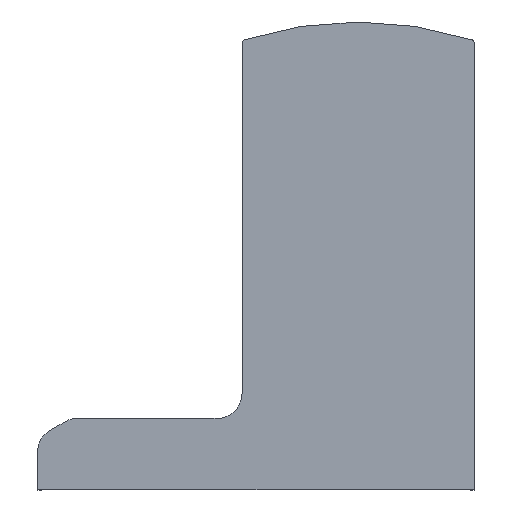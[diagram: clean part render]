
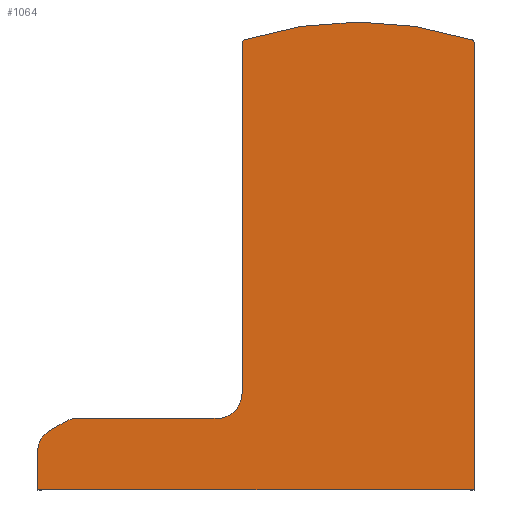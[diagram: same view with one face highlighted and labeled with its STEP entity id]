
A CAD part, top view. The second image highlights one B-rep face of the part: STEP entity #1064.
In plain terms, the highlighted planar face has unit normal (0, 0, 1).
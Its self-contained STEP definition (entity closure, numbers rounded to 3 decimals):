
#5 = LINE ( 'NONE', #1012, #550 ) ;
#12 = ORIENTED_EDGE ( 'NONE', *, *, #1076, .T. ) ;
#17 = CARTESIAN_POINT ( 'NONE',  ( -1., 120.265, 6. ) ) ;
#27 = CARTESIAN_POINT ( 'NONE',  ( -106.992, 19.25, 6. ) ) ;
#29 = VECTOR ( 'NONE', #1081, 1000. ) ;
#33 = CARTESIAN_POINT ( 'NONE',  ( -62.5, 120.265, 6. ) ) ;
#35 = DIRECTION ( 'NONE',  ( 1., 0., 0. ) ) ;
#51 = CIRCLE ( 'NONE', #1085, 6.25 ) ;
#57 = ORIENTED_EDGE ( 'NONE', *, *, #455, .T. ) ;
#60 = LINE ( 'NONE', #300, #618 ) ;
#68 = ORIENTED_EDGE ( 'NONE', *, *, #805, .T. ) ;
#104 = VERTEX_POINT ( 'NONE', #1071 ) ;
#122 = ORIENTED_EDGE ( 'NONE', *, *, #737, .T. ) ;
#127 = DIRECTION ( 'NONE',  ( 1., 0., 0. ) ) ;
#129 = DIRECTION ( 'NONE',  ( 1., 0., 0. ) ) ;
#142 = ORIENTED_EDGE ( 'NONE', *, *, #970, .T. ) ;
#147 = VERTEX_POINT ( 'NONE', #728 ) ;
#153 = CIRCLE ( 'NONE', #1049, 100. ) ;
#173 = EDGE_CURVE ( 'NONE', #331, #876, #51, .T. ) ;
#175 = CARTESIAN_POINT ( 'NONE',  ( -110.117, 18.413, 6. ) ) ;
#179 = DIRECTION ( 'NONE',  ( 0., 0., 1. ) ) ;
#184 = PLANE ( 'NONE',  #670 ) ;
#189 = CARTESIAN_POINT ( 'NONE',  ( 0., 0., 6. ) ) ;
#192 = CIRCLE ( 'NONE', #288, 1. ) ;
#204 = ORIENTED_EDGE ( 'NONE', *, *, #173, .T. ) ;
#215 = EDGE_CURVE ( 'NONE', #147, #959, #525, .T. ) ;
#224 = CARTESIAN_POINT ( 'NONE',  ( -69.25, 26., 6. ) ) ;
#225 = CIRCLE ( 'NONE', #235, 6.25 ) ;
#229 = VERTEX_POINT ( 'NONE', #535 ) ;
#235 = AXIS2_PLACEMENT_3D ( 'NONE', #542, #532, #129 ) ;
#258 = DIRECTION ( 'NONE',  ( -0.866, -0.5, 0. ) ) ;
#264 = LINE ( 'NONE', #33, #482 ) ;
#274 = CARTESIAN_POINT ( 'NONE',  ( -114.375, 15.954, 6. ) ) ;
#288 = AXIS2_PLACEMENT_3D ( 'NONE', #774, #605, #951 ) ;
#300 = CARTESIAN_POINT ( 'NONE',  ( -117.5, 0., 6. ) ) ;
#312 = CARTESIAN_POINT ( 'NONE',  ( -117.5, 10.542, 6. ) ) ;
#314 = ORIENTED_EDGE ( 'NONE', *, *, #215, .T. ) ;
#331 = VERTEX_POINT ( 'NONE', #274 ) ;
#334 = LINE ( 'NONE', #1087, #29 ) ;
#352 = CARTESIAN_POINT ( 'NONE',  ( -31.25, 26., 6. ) ) ;
#358 = VECTOR ( 'NONE', #807, 1000. ) ;
#393 = ORIENTED_EDGE ( 'NONE', *, *, #712, .T. ) ;
#394 = CARTESIAN_POINT ( 'NONE',  ( -61.806, 121.217, 6. ) ) ;
#415 = EDGE_CURVE ( 'NONE', #229, #147, #60, .T. ) ;
#426 = VERTEX_POINT ( 'NONE', #565 ) ;
#455 = EDGE_CURVE ( 'NONE', #662, #827, #980, .T. ) ;
#482 = VECTOR ( 'NONE', #699, 1000. ) ;
#520 = VERTEX_POINT ( 'NONE', #175 ) ;
#525 = LINE ( 'NONE', #189, #896 ) ;
#532 = DIRECTION ( 'NONE',  ( 0., 0., 1. ) ) ;
#534 = ORIENTED_EDGE ( 'NONE', *, *, #415, .T. ) ;
#535 = CARTESIAN_POINT ( 'NONE',  ( -117.5, 0., 6. ) ) ;
#542 = CARTESIAN_POINT ( 'NONE',  ( -106.992, 13., 6. ) ) ;
#550 = VECTOR ( 'NONE', #258, 1000. ) ;
#561 = ORIENTED_EDGE ( 'NONE', *, *, #1082, .T. ) ;
#565 = CARTESIAN_POINT ( 'NONE',  ( -62.5, 120.265, 6. ) ) ;
#605 = DIRECTION ( 'NONE',  ( 0., 0., 1. ) ) ;
#616 = CARTESIAN_POINT ( 'NONE',  ( -1., 120.265, 6. ) ) ;
#618 = VECTOR ( 'NONE', #1056, 1000. ) ;
#637 = CARTESIAN_POINT ( 'NONE',  ( -69.25, 19.25, 6. ) ) ;
#651 = CARTESIAN_POINT ( 'NONE',  ( -69.25, 19.25, 6. ) ) ;
#662 = VERTEX_POINT ( 'NONE', #1008 ) ;
#670 = AXIS2_PLACEMENT_3D ( 'NONE', #17, #179, #850 ) ;
#678 = ORIENTED_EDGE ( 'NONE', *, *, #778, .T. ) ;
#681 = FACE_OUTER_BOUND ( 'NONE', #840, .T. ) ;
#699 = DIRECTION ( 'NONE',  ( 0., -1., 0. ) ) ;
#712 = EDGE_CURVE ( 'NONE', #1074, #520, #225, .T. ) ;
#728 = CARTESIAN_POINT ( 'NONE',  ( 0., 0., 6. ) ) ;
#737 = EDGE_CURVE ( 'NONE', #959, #104, #820, .T. ) ;
#742 = DIRECTION ( 'NONE',  ( 0., 0., 1. ) ) ;
#774 = CARTESIAN_POINT ( 'NONE',  ( -61.5, 120.265, 6. ) ) ;
#778 = EDGE_CURVE ( 'NONE', #883, #426, #192, .T. ) ;
#782 = AXIS2_PLACEMENT_3D ( 'NONE', #616, #1044, #35 ) ;
#791 = DIRECTION ( 'NONE',  ( 0., 1., 0. ) ) ;
#805 = EDGE_CURVE ( 'NONE', #827, #1074, #1072, .T. ) ;
#807 = DIRECTION ( 'NONE',  ( -1., 0., 0. ) ) ;
#820 = CIRCLE ( 'NONE', #782, 1. ) ;
#827 = VERTEX_POINT ( 'NONE', #651 ) ;
#834 = DIRECTION ( 'NONE',  ( -1., 0., 0. ) ) ;
#840 = EDGE_LOOP ( 'NONE', ( #534, #314, #122, #12, #678, #561, #57, #68, #393, #142, #204, #971 ) ) ;
#848 = DIRECTION ( 'NONE',  ( 1., 0., 0. ) ) ;
#850 = DIRECTION ( 'NONE',  ( 1., 0., 0. ) ) ;
#854 = CARTESIAN_POINT ( 'NONE',  ( 0., 120.265, 6. ) ) ;
#876 = VERTEX_POINT ( 'NONE', #312 ) ;
#877 = DIRECTION ( 'NONE',  ( 0., 0., 1. ) ) ;
#883 = VERTEX_POINT ( 'NONE', #394 ) ;
#895 = DIRECTION ( 'NONE',  ( 0., 0., -1. ) ) ;
#896 = VECTOR ( 'NONE', #791, 1000. ) ;
#951 = DIRECTION ( 'NONE',  ( 1., 0., 0. ) ) ;
#959 = VERTEX_POINT ( 'NONE', #854 ) ;
#970 = EDGE_CURVE ( 'NONE', #520, #331, #5, .T. ) ;
#971 = ORIENTED_EDGE ( 'NONE', *, *, #1015, .T. ) ;
#980 = CIRCLE ( 'NONE', #1079, 6.75 ) ;
#998 = CARTESIAN_POINT ( 'NONE',  ( -111.25, 10.542, 6. ) ) ;
#1008 = CARTESIAN_POINT ( 'NONE',  ( -62.5, 26., 6. ) ) ;
#1012 = CARTESIAN_POINT ( 'NONE',  ( -110.117, 18.413, 6. ) ) ;
#1015 = EDGE_CURVE ( 'NONE', #876, #229, #334, .T. ) ;
#1044 = DIRECTION ( 'NONE',  ( 0., 0., 1. ) ) ;
#1049 = AXIS2_PLACEMENT_3D ( 'NONE', #352, #877, #127 ) ;
#1056 = DIRECTION ( 'NONE',  ( 1., 0., 0. ) ) ;
#1064 = ADVANCED_FACE ( 'NONE', ( #681 ), #184, .T. ) ;
#1071 = CARTESIAN_POINT ( 'NONE',  ( -0.694, 121.217, 6. ) ) ;
#1072 = LINE ( 'NONE', #637, #358 ) ;
#1074 = VERTEX_POINT ( 'NONE', #27 ) ;
#1076 = EDGE_CURVE ( 'NONE', #104, #883, #153, .T. ) ;
#1079 = AXIS2_PLACEMENT_3D ( 'NONE', #224, #895, #834 ) ;
#1081 = DIRECTION ( 'NONE',  ( 0., -1., 0. ) ) ;
#1082 = EDGE_CURVE ( 'NONE', #426, #662, #264, .T. ) ;
#1085 = AXIS2_PLACEMENT_3D ( 'NONE', #998, #742, #848 ) ;
#1087 = CARTESIAN_POINT ( 'NONE',  ( -117.5, 10.542, 6. ) ) ;
